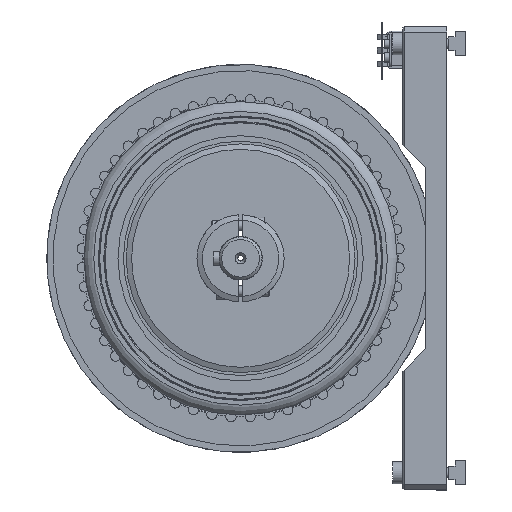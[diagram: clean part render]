
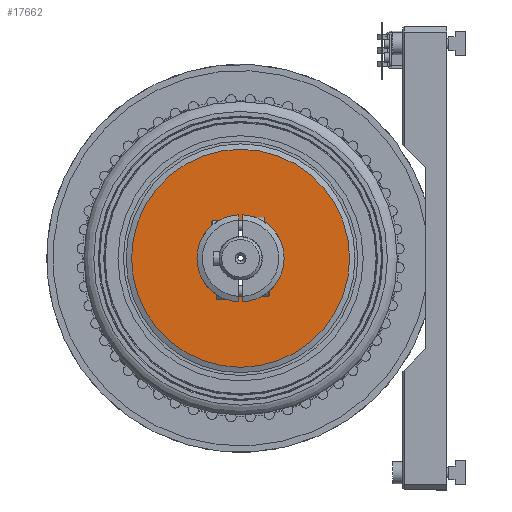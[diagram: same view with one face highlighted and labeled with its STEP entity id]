
A CAD part, left-side view. The second image highlights one B-rep face of the part: STEP entity #17662.
In plain terms, the highlighted planar face has unit normal (-1, 0, 0).
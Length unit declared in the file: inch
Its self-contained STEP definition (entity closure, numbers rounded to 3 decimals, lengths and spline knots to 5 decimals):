
#766 = EDGE_LOOP ( 'NONE', ( #25917 ) ) ;
#2045 = DIRECTION ( 'NONE',  ( 0., 0., 1. ) ) ;
#3566 = FACE_OUTER_BOUND ( 'NONE', #5218, .T. ) ;
#4875 = DIRECTION ( 'NONE',  ( 1., 0., 0. ) ) ;
#4883 = CARTESIAN_POINT ( 'NONE',  ( 2.7525, 0., 0. ) ) ;
#4962 = CIRCLE ( 'NONE', #17366, 0.84 ) ;
#5218 = EDGE_LOOP ( 'NONE', ( #20295 ) ) ;
#6577 = DIRECTION ( 'NONE',  ( 0., 0., 1. ) ) ;
#9886 = CARTESIAN_POINT ( 'NONE',  ( 2.7525, 0., 0. ) ) ;
#11868 = CARTESIAN_POINT ( 'NONE',  ( 2.7525, 0., 0.84 ) ) ;
#12831 = FACE_BOUND ( 'NONE', #766, .T. ) ;
#15874 = VERTEX_POINT ( 'NONE', #11868 ) ;
#16336 = DIRECTION ( 'NONE',  ( -1., 0., 0. ) ) ;
#17366 = AXIS2_PLACEMENT_3D ( 'NONE', #9886, #4875, #6577 ) ;
#17540 = CIRCLE ( 'NONE', #34430, 2.5 ) ;
#17662 = ADVANCED_FACE ( 'NONE', ( #3566, #12831 ), #24812, .F. ) ;
#20295 = ORIENTED_EDGE ( 'NONE', *, *, #33257, .T. ) ;
#20338 = AXIS2_PLACEMENT_3D ( 'NONE', #24584, #24141, #2045 ) ;
#22122 = VERTEX_POINT ( 'NONE', #23523 ) ;
#23523 = CARTESIAN_POINT ( 'NONE',  ( 2.7525, 0., 2.5 ) ) ;
#24141 = DIRECTION ( 'NONE',  ( 1., 0., 0. ) ) ;
#24584 = CARTESIAN_POINT ( 'NONE',  ( 2.7525, -2.625, 0. ) ) ;
#24812 = PLANE ( 'NONE',  #20338 ) ;
#25917 = ORIENTED_EDGE ( 'NONE', *, *, #32866, .T. ) ;
#29760 = DIRECTION ( 'NONE',  ( 0., 0., 1. ) ) ;
#32866 = EDGE_CURVE ( 'NONE', #15874, #15874, #4962, .T. ) ;
#33257 = EDGE_CURVE ( 'NONE', #22122, #22122, #17540, .T. ) ;
#34430 = AXIS2_PLACEMENT_3D ( 'NONE', #4883, #16336, #29760 ) ;
